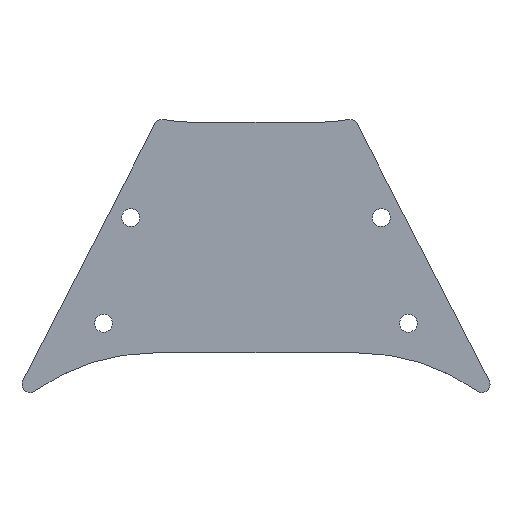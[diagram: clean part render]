
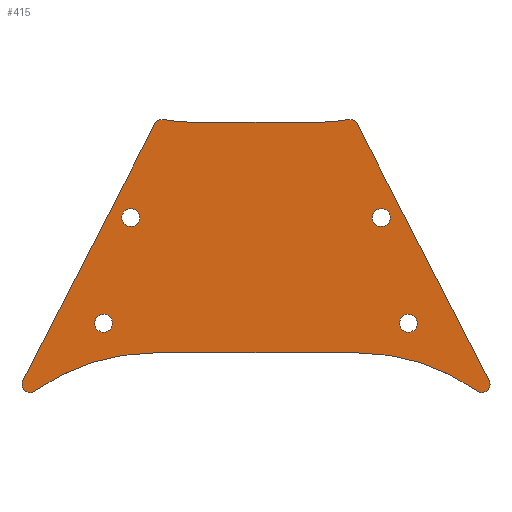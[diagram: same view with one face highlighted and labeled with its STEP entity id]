
A CAD part, top view. The second image highlights one B-rep face of the part: STEP entity #415.
In plain terms, the highlighted planar face has unit normal (0, 0, 1).
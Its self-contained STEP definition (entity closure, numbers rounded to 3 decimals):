
#43=CARTESIAN_POINT('',(-11.424,29.848,5.6));
#44=VERTEX_POINT('',#43);
#51=CARTESIAN_POINT('',(-7.304,29.514,5.6));
#52=VERTEX_POINT('',#51);
#53=CARTESIAN_POINT('',(-7.304,55.114,5.6));
#54=DIRECTION('',(0.,0.,1.));
#55=DIRECTION('',(1.,0.,-0.));
#56=AXIS2_PLACEMENT_3D('',#53,#54,#55);
#57=CIRCLE('',#56,25.6);
#58=EDGE_CURVE('',#44,#52,#57,.T.);
#74=CARTESIAN_POINT('',(-28.769,-2.388,5.6));
#75=VERTEX_POINT('',#74);
#76=CARTESIAN_POINT('',(-12.474,29.318,5.6));
#77=VERTEX_POINT('',#76);
#78=CARTESIAN_POINT('',(-28.769,-2.388,5.6));
#79=DIRECTION('',(0.457,0.889,-0.));
#80=VECTOR('',#79,35.648);
#81=LINE('',#78,#80);
#82=EDGE_CURVE('',#75,#77,#81,.T.);
#114=CARTESIAN_POINT('',(-12.499,1.053,5.6));
#115=VERTEX_POINT('',#114);
#116=CARTESIAN_POINT('',(-27.301,-3.661,5.6));
#117=VERTEX_POINT('',#116);
#118=CARTESIAN_POINT('',(-12.499,-24.547,5.6));
#119=DIRECTION('',(0.,0.,1.));
#120=DIRECTION('',(1.,0.,-0.));
#121=AXIS2_PLACEMENT_3D('',#118,#119,#120);
#122=CIRCLE('',#121,25.6);
#123=EDGE_CURVE('',#115,#117,#122,.T.);
#164=CARTESIAN_POINT('',(12.503,1.053,5.6));
#165=VERTEX_POINT('',#164);
#172=CARTESIAN_POINT('',(-12.499,1.053,5.6));
#173=DIRECTION('',(1.,0.,-0.));
#174=VECTOR('',#173,25.002);
#175=LINE('',#172,#174);
#176=EDGE_CURVE('',#115,#165,#175,.T.);
#196=CARTESIAN_POINT('',(27.306,-3.661,5.6));
#197=VERTEX_POINT('',#196);
#204=CARTESIAN_POINT('',(12.503,-24.547,5.6));
#205=DIRECTION('',(0.,0.,1.));
#206=DIRECTION('',(1.,0.,-0.));
#207=AXIS2_PLACEMENT_3D('',#204,#205,#206);
#208=CIRCLE('',#207,25.6);
#209=EDGE_CURVE('',#197,#165,#208,.T.);
#230=CARTESIAN_POINT('',(12.479,29.318,5.6));
#231=VERTEX_POINT('',#230);
#238=CARTESIAN_POINT('',(28.773,-2.388,5.6));
#239=VERTEX_POINT('',#238);
#240=CARTESIAN_POINT('',(28.773,-2.388,5.6));
#241=DIRECTION('',(-0.457,0.889,0.));
#242=VECTOR('',#241,35.648);
#243=LINE('',#240,#242);
#244=EDGE_CURVE('',#239,#231,#243,.T.);
#260=CARTESIAN_POINT('',(7.309,29.514,5.6));
#261=VERTEX_POINT('',#260);
#262=CARTESIAN_POINT('',(11.428,29.848,5.6));
#263=VERTEX_POINT('',#262);
#264=CARTESIAN_POINT('',(7.309,55.114,5.6));
#265=DIRECTION('',(0.,0.,1.));
#266=DIRECTION('',(1.,0.,-0.));
#267=AXIS2_PLACEMENT_3D('',#264,#265,#266);
#268=CIRCLE('',#267,25.6);
#269=EDGE_CURVE('',#261,#263,#268,.T.);
#302=CARTESIAN_POINT('',(-7.304,29.514,5.6));
#303=DIRECTION('',(1.,-0.,-0.));
#304=VECTOR('',#303,14.613);
#305=LINE('',#302,#304);
#306=EDGE_CURVE('',#52,#261,#305,.T.);
#319=CARTESIAN_POINT('',(-0.,-0.,5.6));
#320=DIRECTION('',(0.,0.,1.));
#321=DIRECTION('',(1.,-0.,-0.));
#322=AXIS2_PLACEMENT_3D('',#319,#320,#321);
#323=PLANE('',#322);
#324=CARTESIAN_POINT('',(-14.358,17.744,5.6));
#325=VERTEX_POINT('',#324);
#326=CARTESIAN_POINT('',(-15.458,17.744,5.6));
#327=DIRECTION('',(0.,0.,1.));
#328=DIRECTION('',(1.,0.,-0.));
#329=AXIS2_PLACEMENT_3D('',#326,#327,#328);
#330=CIRCLE('',#329,1.1);
#331=EDGE_CURVE('',#325,#325,#330,.T.);
#332=ORIENTED_EDGE('',*,*,#331,.F.);
#333=EDGE_LOOP('',(#332));
#334=FACE_BOUND('',#333,.T.);
#335=CARTESIAN_POINT('',(-17.709,4.704,5.6));
#336=VERTEX_POINT('',#335);
#337=CARTESIAN_POINT('',(-18.809,4.704,5.6));
#338=DIRECTION('',(0.,0.,1.));
#339=DIRECTION('',(1.,0.,-0.));
#340=AXIS2_PLACEMENT_3D('',#337,#338,#339);
#341=CIRCLE('',#340,1.1);
#342=EDGE_CURVE('',#336,#336,#341,.T.);
#343=ORIENTED_EDGE('',*,*,#342,.F.);
#344=EDGE_LOOP('',(#343));
#345=FACE_BOUND('',#344,.T.);
#346=CARTESIAN_POINT('',(19.917,4.704,5.6));
#347=VERTEX_POINT('',#346);
#348=CARTESIAN_POINT('',(18.817,4.704,5.6));
#349=DIRECTION('',(0.,0.,1.));
#350=DIRECTION('',(1.,0.,-0.));
#351=AXIS2_PLACEMENT_3D('',#348,#349,#350);
#352=CIRCLE('',#351,1.1);
#353=EDGE_CURVE('',#347,#347,#352,.T.);
#354=ORIENTED_EDGE('',*,*,#353,.F.);
#355=EDGE_LOOP('',(#354));
#356=FACE_BOUND('',#355,.T.);
#357=CARTESIAN_POINT('',(16.566,17.744,5.6));
#358=VERTEX_POINT('',#357);
#359=CARTESIAN_POINT('',(15.466,17.744,5.6));
#360=DIRECTION('',(0.,0.,1.));
#361=DIRECTION('',(1.,0.,-0.));
#362=AXIS2_PLACEMENT_3D('',#359,#360,#361);
#363=CIRCLE('',#362,1.1);
#364=EDGE_CURVE('',#358,#358,#363,.T.);
#365=ORIENTED_EDGE('',*,*,#364,.F.);
#366=EDGE_LOOP('',(#365));
#367=FACE_BOUND('',#366,.T.);
#368=ORIENTED_EDGE('',*,*,#58,.F.);
#369=CARTESIAN_POINT('',(-11.585,28.861,5.6));
#370=DIRECTION('',(0.,0.,1.));
#371=DIRECTION('',(1.,0.,-0.));
#372=AXIS2_PLACEMENT_3D('',#369,#370,#371);
#373=CIRCLE('',#372,1.);
#374=EDGE_CURVE('',#44,#77,#373,.T.);
#375=ORIENTED_EDGE('',*,*,#374,.T.);
#376=ORIENTED_EDGE('',*,*,#82,.F.);
#377=CARTESIAN_POINT('',(-28.879,-2.845,5.6));
#378=VERTEX_POINT('',#377);
#379=CARTESIAN_POINT('',(-27.879,-2.845,5.6));
#380=DIRECTION('',(0.,0.,1.));
#381=DIRECTION('',(1.,0.,-0.));
#382=AXIS2_PLACEMENT_3D('',#379,#380,#381);
#383=CIRCLE('',#382,1.);
#384=EDGE_CURVE('',#75,#378,#383,.T.);
#385=ORIENTED_EDGE('',*,*,#384,.T.);
#386=CARTESIAN_POINT('',(-27.879,-2.845,5.6));
#387=DIRECTION('',(0.,0.,1.));
#388=DIRECTION('',(1.,0.,-0.));
#389=AXIS2_PLACEMENT_3D('',#386,#387,#388);
#390=CIRCLE('',#389,1.);
#391=EDGE_CURVE('',#378,#117,#390,.T.);
#392=ORIENTED_EDGE('',*,*,#391,.T.);
#393=ORIENTED_EDGE('',*,*,#123,.F.);
#394=ORIENTED_EDGE('',*,*,#176,.T.);
#395=ORIENTED_EDGE('',*,*,#209,.F.);
#396=CARTESIAN_POINT('',(27.884,-2.845,5.6));
#397=DIRECTION('',(0.,0.,1.));
#398=DIRECTION('',(1.,0.,-0.));
#399=AXIS2_PLACEMENT_3D('',#396,#397,#398);
#400=CIRCLE('',#399,1.);
#401=EDGE_CURVE('',#197,#239,#400,.T.);
#402=ORIENTED_EDGE('',*,*,#401,.T.);
#403=ORIENTED_EDGE('',*,*,#244,.T.);
#404=CARTESIAN_POINT('',(11.589,28.861,5.6));
#405=DIRECTION('',(0.,0.,1.));
#406=DIRECTION('',(1.,0.,-0.));
#407=AXIS2_PLACEMENT_3D('',#404,#405,#406);
#408=CIRCLE('',#407,1.);
#409=EDGE_CURVE('',#231,#263,#408,.T.);
#410=ORIENTED_EDGE('',*,*,#409,.T.);
#411=ORIENTED_EDGE('',*,*,#269,.F.);
#412=ORIENTED_EDGE('',*,*,#306,.F.);
#413=EDGE_LOOP('',(#368,#375,#376,#385,#392,#393,#394,#395,#402,#403,#410,#411,#412));
#414=FACE_BOUND('',#413,.T.);
#415=ADVANCED_FACE('',(#334,#345,#356,#367,#414),#323,.T.);
